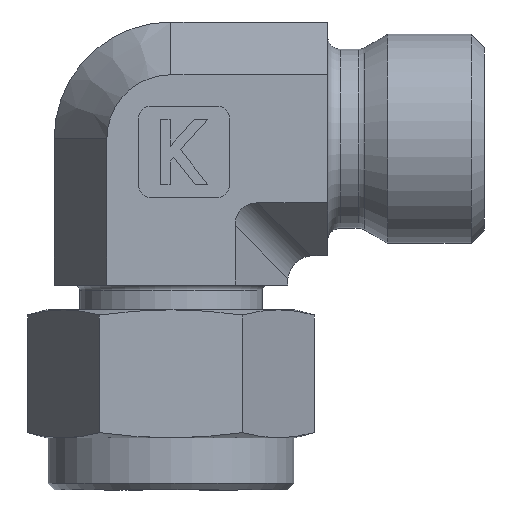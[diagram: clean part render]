
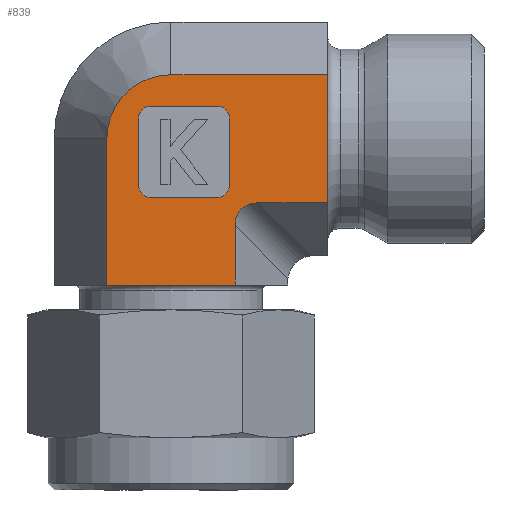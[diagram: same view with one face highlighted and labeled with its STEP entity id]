
A CAD part, left-side view. The second image highlights one B-rep face of the part: STEP entity #839.
In plain terms, the highlighted planar face has unit normal (-1, 0, 0).
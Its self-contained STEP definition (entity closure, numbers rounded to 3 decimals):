
#178=CARTESIAN_POINT('',(-27.685,4.636,3.8));
#179=VERTEX_POINT('',#178);
#186=CARTESIAN_POINT('',(-27.685,14.451,3.8));
#187=VERTEX_POINT('',#186);
#188=CARTESIAN_POINT('',(-27.685,14.451,3.8));
#189=DIRECTION('',(0.0,-1.0,0.0));
#190=VECTOR('',#189,9.815);
#191=LINE('',#188,#190);
#192=EDGE_CURVE('',#187,#179,#191,.T.);
#687=CARTESIAN_POINT('',(-27.685,14.451,15.));
#688=VERTEX_POINT('',#687);
#689=CARTESIAN_POINT('',(-27.685,14.451,3.8));
#690=DIRECTION('',(0.0,0.0,1.0));
#691=VECTOR('',#690,11.2);
#692=LINE('',#689,#691);
#693=EDGE_CURVE('',#187,#688,#692,.T.);
#712=CARTESIAN_POINT('',(-27.685,4.636,0.0));
#713=DIRECTION('',(-1.0,0.0,0.0));
#714=DIRECTION('',(0.0,0.0,1.0));
#715=AXIS2_PLACEMENT_3D('',#712,#713,#714);
#716=PLANE('',#715);
#717=ORIENTED_EDGE('',*,*,#192,.T.);
#718=CARTESIAN_POINT('',(-27.685,4.636,8.36));
#719=VERTEX_POINT('',#718);
#720=CARTESIAN_POINT('',(-27.685,4.636,3.8));
#721=DIRECTION('',(0.0,0.0,1.0));
#722=VECTOR('',#721,4.56);
#723=LINE('',#720,#722);
#724=EDGE_CURVE('',#179,#719,#723,.T.);
#725=ORIENTED_EDGE('',*,*,#724,.T.);
#726=CARTESIAN_POINT('',(-27.685,2.904,10.093));
#727=VERTEX_POINT('',#726);
#728=CARTESIAN_POINT('',(-27.685,2.327,7.783));
#729=DIRECTION('',(-1.0,0.,0.));
#730=DIRECTION('',(0.,0.707,0.707));
#731=AXIS2_PLACEMENT_3D('',#728,#729,#730);
#732=ELLIPSE('',#731,2.582,2.0);
#733=EDGE_CURVE('',#727,#719,#732,.T.);
#734=ORIENTED_EDGE('',*,*,#733,.F.);
#735=CARTESIAN_POINT('',(-27.685,-2.456,10.093));
#736=VERTEX_POINT('',#735);
#737=CARTESIAN_POINT('',(-27.685,2.904,10.093));
#738=DIRECTION('',(0.0,-1.0,0.0));
#739=VECTOR('',#738,5.36);
#740=LINE('',#737,#739);
#741=EDGE_CURVE('',#727,#736,#740,.T.);
#742=ORIENTED_EDGE('',*,*,#741,.T.);
#743=CARTESIAN_POINT('',(-27.685,-2.456,19.907));
#744=VERTEX_POINT('',#743);
#745=CARTESIAN_POINT('',(-27.685,-2.456,10.093));
#746=DIRECTION('',(0.0,0.0,1.0));
#747=VECTOR('',#746,9.815);
#748=LINE('',#745,#747);
#749=EDGE_CURVE('',#736,#744,#748,.T.);
#750=ORIENTED_EDGE('',*,*,#749,.T.);
#751=CARTESIAN_POINT('',(-27.685,9.544,19.907));
#752=VERTEX_POINT('',#751);
#753=CARTESIAN_POINT('',(-27.685,9.544,19.907));
#754=DIRECTION('',(0.0,-1.0,0.0));
#755=VECTOR('',#754,12.);
#756=LINE('',#753,#755);
#757=EDGE_CURVE('',#752,#744,#756,.T.);
#758=ORIENTED_EDGE('',*,*,#757,.F.);
#759=CARTESIAN_POINT('',(-27.685,9.544,15.));
#760=DIRECTION('',(-1.0,0.0,0.0));
#761=DIRECTION('',(0.0,0.0,1.0));
#762=AXIS2_PLACEMENT_3D('',#759,#760,#761);
#763=CIRCLE('',#762,4.907);
#764=EDGE_CURVE('',#752,#688,#763,.T.);
#765=ORIENTED_EDGE('',*,*,#764,.T.);
#766=ORIENTED_EDGE('',*,*,#693,.F.);
#767=EDGE_LOOP('',(#717,#725,#734,#742,#750,#758,#765,#766));
#768=FACE_OUTER_BOUND('',#767,.T.);
#769=CARTESIAN_POINT('',(-27.685,6.044,10.5));
#770=VERTEX_POINT('',#769);
#771=CARTESIAN_POINT('',(-27.685,11.044,10.5));
#772=VERTEX_POINT('',#771);
#773=CARTESIAN_POINT('',(-27.685,6.044,10.5));
#774=DIRECTION('',(0.0,1.0,0.0));
#775=VECTOR('',#774,5.);
#776=LINE('',#773,#775);
#777=EDGE_CURVE('',#770,#772,#776,.T.);
#778=ORIENTED_EDGE('',*,*,#777,.T.);
#779=CARTESIAN_POINT('',(-27.685,12.044,11.5));
#780=VERTEX_POINT('',#779);
#781=CARTESIAN_POINT('',(-27.685,11.044,11.5));
#782=DIRECTION('',(-1.0,0.0,0.0));
#783=DIRECTION('',(0.0,0.707,-0.707));
#784=AXIS2_PLACEMENT_3D('',#781,#782,#783);
#785=CIRCLE('',#784,1.0);
#786=EDGE_CURVE('',#780,#772,#785,.T.);
#787=ORIENTED_EDGE('',*,*,#786,.F.);
#788=CARTESIAN_POINT('',(-27.685,12.044,16.5));
#789=VERTEX_POINT('',#788);
#790=CARTESIAN_POINT('',(-27.685,12.044,11.5));
#791=DIRECTION('',(0.0,0.0,1.0));
#792=VECTOR('',#791,5.);
#793=LINE('',#790,#792);
#794=EDGE_CURVE('',#780,#789,#793,.T.);
#795=ORIENTED_EDGE('',*,*,#794,.T.);
#796=CARTESIAN_POINT('',(-27.685,11.044,17.5));
#797=VERTEX_POINT('',#796);
#798=CARTESIAN_POINT('',(-27.685,11.044,16.5));
#799=DIRECTION('',(-1.0,0.0,0.0));
#800=DIRECTION('',(0.0,0.707,0.707));
#801=AXIS2_PLACEMENT_3D('',#798,#799,#800);
#802=CIRCLE('',#801,1.0);
#803=EDGE_CURVE('',#797,#789,#802,.T.);
#804=ORIENTED_EDGE('',*,*,#803,.F.);
#805=CARTESIAN_POINT('',(-27.685,6.044,17.5));
#806=VERTEX_POINT('',#805);
#807=CARTESIAN_POINT('',(-27.685,11.044,17.5));
#808=DIRECTION('',(0.0,-1.0,0.0));
#809=VECTOR('',#808,5.);
#810=LINE('',#807,#809);
#811=EDGE_CURVE('',#797,#806,#810,.T.);
#812=ORIENTED_EDGE('',*,*,#811,.T.);
#813=CARTESIAN_POINT('',(-27.685,5.044,16.5));
#814=VERTEX_POINT('',#813);
#815=CARTESIAN_POINT('',(-27.685,6.044,16.5));
#816=DIRECTION('',(-1.0,0.0,0.0));
#817=DIRECTION('',(0.0,-0.707,0.707));
#818=AXIS2_PLACEMENT_3D('',#815,#816,#817);
#819=CIRCLE('',#818,1.0);
#820=EDGE_CURVE('',#814,#806,#819,.T.);
#821=ORIENTED_EDGE('',*,*,#820,.F.);
#822=CARTESIAN_POINT('',(-27.685,5.044,11.5));
#823=VERTEX_POINT('',#822);
#824=CARTESIAN_POINT('',(-27.685,5.044,16.5));
#825=DIRECTION('',(0.0,0.0,-1.0));
#826=VECTOR('',#825,5.);
#827=LINE('',#824,#826);
#828=EDGE_CURVE('',#814,#823,#827,.T.);
#829=ORIENTED_EDGE('',*,*,#828,.T.);
#830=CARTESIAN_POINT('',(-27.685,6.044,11.5));
#831=DIRECTION('',(-1.0,0.0,0.0));
#832=DIRECTION('',(0.0,-0.707,-0.707));
#833=AXIS2_PLACEMENT_3D('',#830,#831,#832);
#834=CIRCLE('',#833,1.0);
#835=EDGE_CURVE('',#770,#823,#834,.T.);
#836=ORIENTED_EDGE('',*,*,#835,.F.);
#837=EDGE_LOOP('',(#778,#787,#795,#804,#812,#821,#829,#836));
#838=FACE_BOUND('',#837,.T.);
#839=ADVANCED_FACE('',(#768,#838),#716,.T.);
